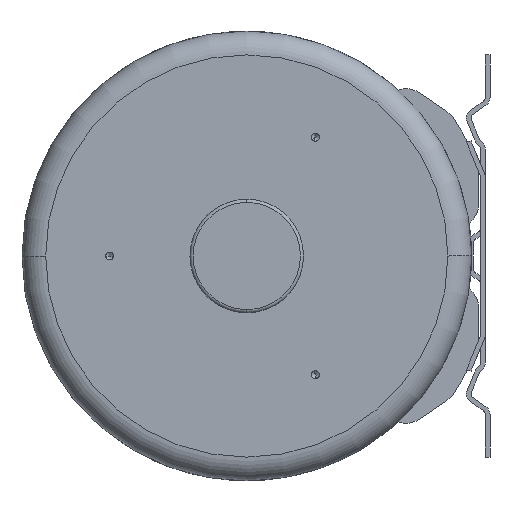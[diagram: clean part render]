
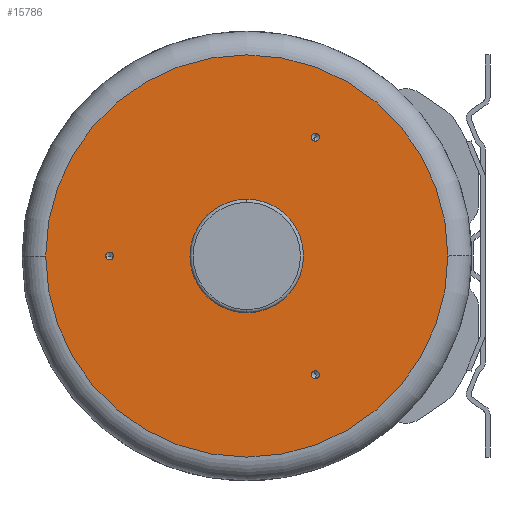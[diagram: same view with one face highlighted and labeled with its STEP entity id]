
A CAD part, left-side view. The second image highlights one B-rep face of the part: STEP entity #15786.
In plain terms, the highlighted planar face has unit normal (-1, 0, 0).
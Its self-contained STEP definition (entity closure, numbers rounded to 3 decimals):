
#315=CARTESIAN_POINT('',(-73.5,0.,0.));
#316=DIRECTION('',(-1.,0.,0.));
#317=DIRECTION('',(0.,0.,1.));
#318=AXIS2_PLACEMENT_3D('',#315,#316,#317);
#320=CARTESIAN_POINT('',(-73.5,0.,0.));
#321=DIRECTION('',(-1.,0.,0.));
#322=DIRECTION('',(0.,0.,-1.));
#323=AXIS2_PLACEMENT_3D('',#320,#321,#322);
#325=CARTESIAN_POINT('',(-73.5,87.,0.));
#326=DIRECTION('',(-1.,0.,0.));
#327=DIRECTION('',(0.,1.,0.));
#328=AXIS2_PLACEMENT_3D('',#325,#326,#327);
#330=CARTESIAN_POINT('',(-73.5,87.,0.));
#331=DIRECTION('',(-1.,0.,0.));
#332=DIRECTION('',(0.,-1.,0.));
#333=AXIS2_PLACEMENT_3D('',#330,#331,#332);
#335=CARTESIAN_POINT('',(-73.5,-43.5,75.344));
#336=DIRECTION('',(-1.,0.,0.));
#337=DIRECTION('',(0.,-0.5,0.866));
#338=AXIS2_PLACEMENT_3D('',#335,#336,#337);
#340=CARTESIAN_POINT('',(-73.5,-43.5,75.344));
#341=DIRECTION('',(-1.,0.,0.));
#342=DIRECTION('',(0.,0.5,-0.866));
#343=AXIS2_PLACEMENT_3D('',#340,#341,#342);
#345=CARTESIAN_POINT('',(-73.5,-43.5,-75.344));
#346=DIRECTION('',(-1.,0.,0.));
#347=DIRECTION('',(0.,-0.5,-0.866));
#348=AXIS2_PLACEMENT_3D('',#345,#346,#347);
#350=CARTESIAN_POINT('',(-73.5,-43.5,-75.344));
#351=DIRECTION('',(-1.,0.,0.));
#352=DIRECTION('',(0.,0.5,0.866));
#353=AXIS2_PLACEMENT_3D('',#350,#351,#352);
#355=CARTESIAN_POINT('',(-73.5,0.,0.));
#356=DIRECTION('',(-1.,0.,0.));
#357=DIRECTION('',(0.,1.,0.));
#358=AXIS2_PLACEMENT_3D('',#355,#356,#357);
#360=CARTESIAN_POINT('',(-73.5,0.,0.));
#361=DIRECTION('',(-1.,0.,0.));
#362=DIRECTION('',(0.,-1.,0.));
#363=AXIS2_PLACEMENT_3D('',#360,#361,#362);
#12967=CARTESIAN_POINT('',(-73.5,89.5,0.));
#12968=CARTESIAN_POINT('',(-73.5,84.5,0.));
#12969=VERTEX_POINT('',#12967);
#12970=VERTEX_POINT('',#12968);
#12977=CARTESIAN_POINT('',(-73.5,-44.75,77.509));
#12978=CARTESIAN_POINT('',(-73.5,-42.25,73.179));
#12979=VERTEX_POINT('',#12977);
#12980=VERTEX_POINT('',#12978);
#12987=CARTESIAN_POINT('',(-73.5,-44.75,-77.509));
#12988=CARTESIAN_POINT('',(-73.5,-42.25,-73.179));
#12989=VERTEX_POINT('',#12987);
#12990=VERTEX_POINT('',#12988);
#13011=CARTESIAN_POINT('',(-73.5,0.,36.));
#13012=CARTESIAN_POINT('',(-73.5,0.,-36.));
#13013=VERTEX_POINT('',#13011);
#13014=VERTEX_POINT('',#13012);
#15721=CARTESIAN_POINT('',(-73.5,127.5,0.));
#15722=CARTESIAN_POINT('',(-73.5,-127.5,0.));
#15723=VERTEX_POINT('',#15721);
#15724=VERTEX_POINT('',#15722);
#15751=CARTESIAN_POINT('',(-73.5,0.,0.));
#15752=DIRECTION('',(1.,0.,0.));
#15753=DIRECTION('',(0.,-1.,0.));
#15754=AXIS2_PLACEMENT_3D('',#15751,#15752,#15753);
#15755=PLANE('',#15754);
#15757=ORIENTED_EDGE('',*,*,#15756,.F.);
#15759=ORIENTED_EDGE('',*,*,#15758,.F.);
#15760=EDGE_LOOP('',(#15757,#15759));
#15761=FACE_OUTER_BOUND('',#15760,.F.);
#15763=ORIENTED_EDGE('',*,*,#15762,.T.);
#15765=ORIENTED_EDGE('',*,*,#15764,.T.);
#15766=EDGE_LOOP('',(#15763,#15765));
#15767=FACE_BOUND('',#15766,.F.);
#15769=ORIENTED_EDGE('',*,*,#15768,.T.);
#15771=ORIENTED_EDGE('',*,*,#15770,.T.);
#15772=EDGE_LOOP('',(#15769,#15771));
#15773=FACE_BOUND('',#15772,.F.);
#15775=ORIENTED_EDGE('',*,*,#15774,.T.);
#15777=ORIENTED_EDGE('',*,*,#15776,.T.);
#15778=EDGE_LOOP('',(#15775,#15777));
#15779=FACE_BOUND('',#15778,.F.);
#15781=ORIENTED_EDGE('',*,*,#15780,.T.);
#15783=ORIENTED_EDGE('',*,*,#15782,.T.);
#15784=EDGE_LOOP('',(#15781,#15783));
#15785=FACE_BOUND('',#15784,.F.);
#15786=ADVANCED_FACE('',(#15761,#15767,#15773,#15779,#15785),#15755,.F.);
#319=CIRCLE('',#318,36.);
#324=CIRCLE('',#323,36.);
#329=CIRCLE('',#328,2.5);
#334=CIRCLE('',#333,2.5);
#339=CIRCLE('',#338,2.5);
#344=CIRCLE('',#343,2.5);
#349=CIRCLE('',#348,2.5);
#354=CIRCLE('',#353,2.5);
#359=CIRCLE('',#358,127.5);
#364=CIRCLE('',#363,127.5);
#15756=EDGE_CURVE('',#15723,#15724,#359,.T.);
#15758=EDGE_CURVE('',#15724,#15723,#364,.T.);
#15762=EDGE_CURVE('',#13013,#13014,#319,.T.);
#15764=EDGE_CURVE('',#13014,#13013,#324,.T.);
#15768=EDGE_CURVE('',#12969,#12970,#329,.T.);
#15770=EDGE_CURVE('',#12970,#12969,#334,.T.);
#15774=EDGE_CURVE('',#12979,#12980,#339,.T.);
#15776=EDGE_CURVE('',#12980,#12979,#344,.T.);
#15780=EDGE_CURVE('',#12989,#12990,#349,.T.);
#15782=EDGE_CURVE('',#12990,#12989,#354,.T.);
